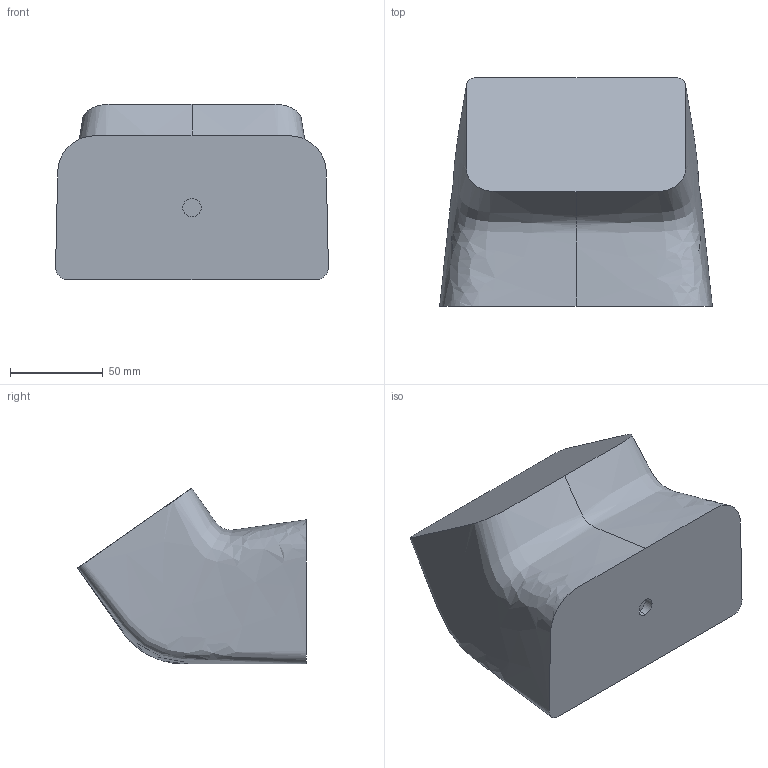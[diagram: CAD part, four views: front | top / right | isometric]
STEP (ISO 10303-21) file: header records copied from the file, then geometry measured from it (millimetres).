
FILE_DESCRIPTION (( 'STEP AP203' ), '1' );
FILE_NAME ('Ts2R_Neck.STEP', '2019-10-14T21:09:29', ( 'Matt' ), ( '' ), 'SwSTEP 2.0', 'SolidWorks 2018', '' );
FILE_SCHEMA (( 'CONFIG_CONTROL_DESIGN' ));
Length unit declared in the file: millimetre
Products named in the file (1): Ts2R_Neck
Bounding box: 147.25 x 123.39 x 94.85 mm (x, y, z)
Volume: 1065633.9 mm3; surface area: 63539.6 mm2
Topology: 1 solids, 1 shells, 7 faces, 28 edges, 24 vertices
Faces by surface type: plane 3, cylinder 2, bspline 2
Entity records: 2041 total; most frequent: CARTESIAN_POINT 1712, ORIENTED_EDGE 56, DIRECTION 50, EDGE_CURVE 28, VERTEX_POINT 24, AXIS2_PLACEMENT_3D 18, VECTOR 14, LINE 14
